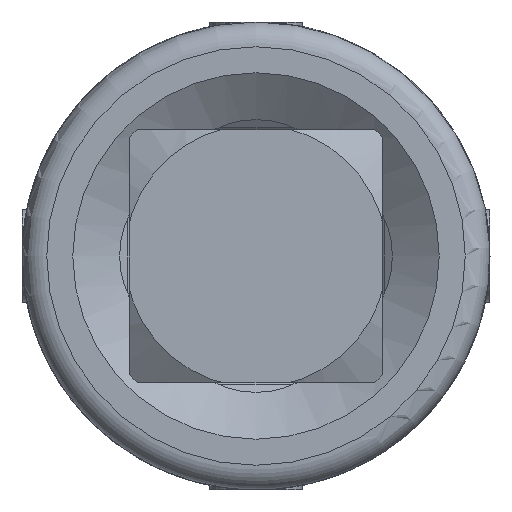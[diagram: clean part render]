
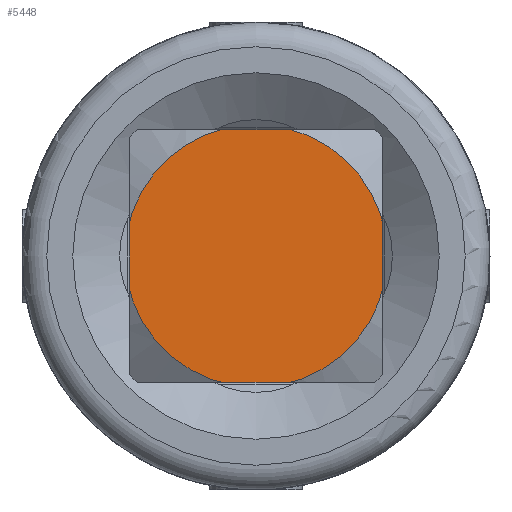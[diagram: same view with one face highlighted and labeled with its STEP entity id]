
A CAD part, front view. The second image highlights one B-rep face of the part: STEP entity #5448.
In plain terms, the highlighted planar face has unit normal (0, -1, 0).
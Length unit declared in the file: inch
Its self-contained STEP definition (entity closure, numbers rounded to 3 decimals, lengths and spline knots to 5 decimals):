
#1679 = CARTESIAN_POINT ( 'NONE',  ( 0.265, 0., 0. ) ) ;
#2478 = ORIENTED_EDGE ( 'NONE', *, *, #3194, .T. ) ;
#3194 = EDGE_CURVE ( 'NONE', #8615, #8615, #5620, .T. ) ;
#4118 = AXIS2_PLACEMENT_3D ( 'NONE', #5267, #5268, #5269 ) ;
#4182 = AXIS2_PLACEMENT_3D ( 'NONE', #8057, #8061, #8062 ) ;
#5267 = CARTESIAN_POINT ( 'NONE',  ( 0., 0., 0. ) ) ;
#5268 = DIRECTION ( 'NONE',  ( 0., -1., 0. ) ) ;
#5269 = DIRECTION ( 'NONE',  ( 1., 0., 0. ) ) ;
#5448 = ADVANCED_FACE ( 'NONE', ( #7009 ), #8058, .T. ) ;
#5620 = CIRCLE ( 'NONE', #4118, 0.265 ) ;
#6699 = EDGE_LOOP ( 'NONE', ( #2478 ) ) ;
#7009 = FACE_OUTER_BOUND ( 'NONE', #6699, .T. ) ;
#8057 = CARTESIAN_POINT ( 'NONE',  ( 0., 0., 0. ) ) ;
#8058 = PLANE ( 'NONE',  #4182 ) ;
#8061 = DIRECTION ( 'NONE',  ( 0., -1., 0. ) ) ;
#8062 = DIRECTION ( 'NONE',  ( 0., 0., -1. ) ) ;
#8615 = VERTEX_POINT ( 'NONE', #1679 ) ;
